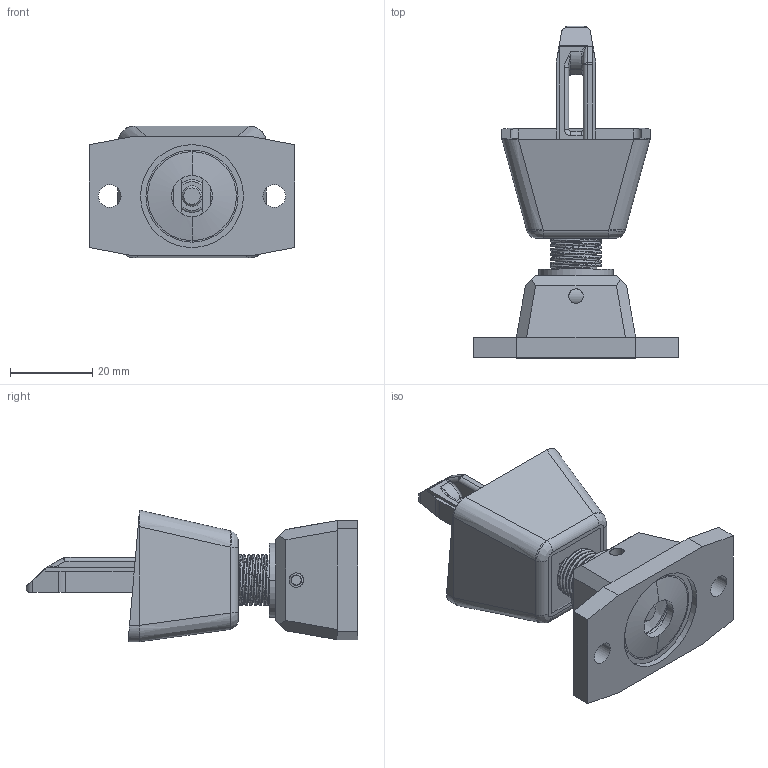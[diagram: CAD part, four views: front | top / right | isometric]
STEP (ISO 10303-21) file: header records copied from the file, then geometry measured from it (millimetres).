
FILE_DESCRIPTION((''),'2;1');
FILE_NAME('3911702230_SW0001','2011-05-24T',('T.Romberg'),(''),'PRO/ENGINEER BY PARAMETRIC TECHNOLOGY CORPORATION, 2005070','PRO/ENGINEER BY PARAMETRIC TECHNOLOGY CORPORATION, 2005070','');
FILE_SCHEMA(('AUTOMOTIVE_DESIGN_CC2 { 1 2 10303 214 -1 1 5 2 }'));
Length unit declared in the file: millimetre
Products named in the file (1): 3911702230_SW0001
Bounding box: 50 x 80.7 x 32 mm (x, y, z)
Surface area: 19872.4 mm2 (no closed solid volume)
Topology: 0 solids, 16 shells, 478 faces, 1332 edges, 862 vertices
Faces by surface type: plane 197, cylinder 174, bspline 54, torus 30, cone 14, sphere 9
Entity records: 32735 total; most frequent: CARTESIAN_POINT 12915, ORIENTED_EDGE 2472, DIRECTION 2388, PRESENTATION_STYLE_ASSIGNMENT 1747, STYLED_ITEM 1346, CURVE_STYLE 1332, EDGE_CURVE 1332, VERTEX_POINT 862
